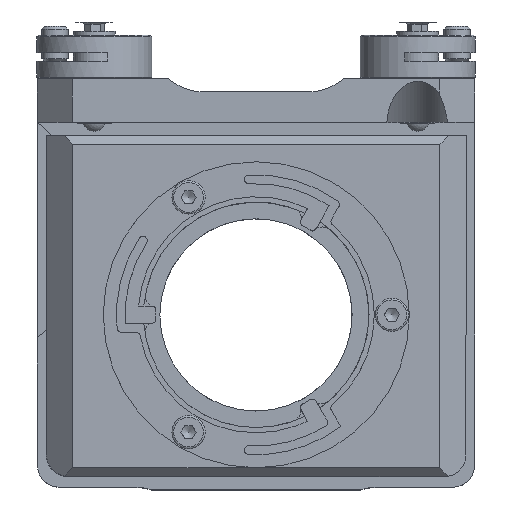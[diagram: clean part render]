
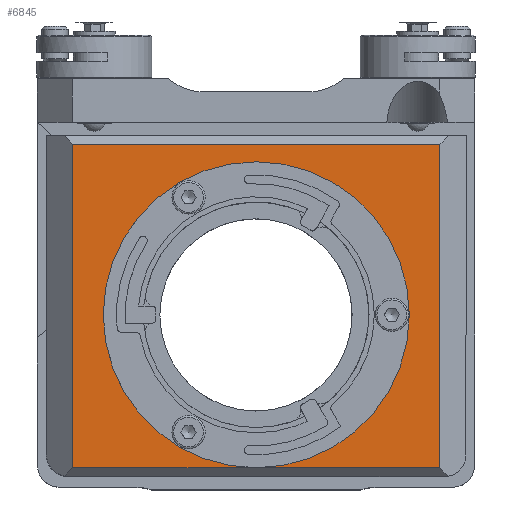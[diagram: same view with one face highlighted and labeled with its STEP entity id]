
A CAD part, top view. The second image highlights one B-rep face of the part: STEP entity #6845.
In plain terms, the highlighted planar face has unit normal (0.003, -0.001, 1).
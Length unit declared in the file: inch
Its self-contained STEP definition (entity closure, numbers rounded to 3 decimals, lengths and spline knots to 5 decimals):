
#202=PLANE('',#7358);
#478=FACE_OUTER_BOUND('',#845,.T.);
#845=EDGE_LOOP('',(#4960,#4961,#4962,#4963,#4964,#4965,#4966));
#1247=CIRCLE('',#7349,0.68898);
#1248=CIRCLE('',#7350,0.68898);
#1611=LINE('',#10594,#2194);
#1612=LINE('',#10596,#2195);
#1613=LINE('',#10598,#2196);
#1614=LINE('',#10600,#2197);
#1615=LINE('',#10601,#2198);
#2194=VECTOR('',#8484,0.3937);
#2195=VECTOR('',#8485,0.3937);
#2196=VECTOR('',#8486,0.3937);
#2197=VECTOR('',#8487,0.3937);
#2198=VECTOR('',#8488,0.3937);
#2877=VERTEX_POINT('',#10579);
#2878=VERTEX_POINT('',#10581);
#2880=VERTEX_POINT('',#10593);
#2881=VERTEX_POINT('',#10595);
#2882=VERTEX_POINT('',#10597);
#2883=VERTEX_POINT('',#10599);
#3647=EDGE_CURVE('',#2878,#2877,#1247,.T.);
#3648=EDGE_CURVE('',#2877,#2878,#1248,.T.);
#3653=EDGE_CURVE('',#2880,#2878,#1611,.T.);
#3654=EDGE_CURVE('',#2881,#2880,#1612,.T.);
#3655=EDGE_CURVE('',#2882,#2881,#1613,.T.);
#3656=EDGE_CURVE('',#2883,#2882,#1614,.T.);
#3657=EDGE_CURVE('',#2878,#2883,#1615,.T.);
#4960=ORIENTED_EDGE('',*,*,#3653,.F.);
#4961=ORIENTED_EDGE('',*,*,#3654,.F.);
#4962=ORIENTED_EDGE('',*,*,#3655,.F.);
#4963=ORIENTED_EDGE('',*,*,#3656,.F.);
#4964=ORIENTED_EDGE('',*,*,#3657,.F.);
#4965=ORIENTED_EDGE('',*,*,#3647,.T.);
#4966=ORIENTED_EDGE('',*,*,#3648,.T.);
#6845=ADVANCED_FACE('',(#478),#202,.T.);
#7349=AXIS2_PLACEMENT_3D('',#10582,#8464,#8465);
#7350=AXIS2_PLACEMENT_3D('',#10583,#8466,#8467);
#7358=AXIS2_PLACEMENT_3D('',#10592,#8482,#8483);
#8464=DIRECTION('center_axis',(-0.003,0.001,
-1.));
#8465=DIRECTION('ref_axis',(0.866,0.5,-0.002));
#8466=DIRECTION('center_axis',(-0.003,0.001,
-1.));
#8467=DIRECTION('ref_axis',(0.866,0.5,-0.002));
#8482=DIRECTION('center_axis',(0.003,-0.001,
1.));
#8483=DIRECTION('ref_axis',(0.,-1.,-0.001));
#8484=DIRECTION('',(-1.,0.,0.003));
#8485=DIRECTION('',(0.,-1.,-0.001));
#8486=DIRECTION('',(1.,0.,-0.003));
#8487=DIRECTION('',(0.,1.,0.001));
#8488=DIRECTION('',(-1.,0.,0.003));
#10579=CARTESIAN_POINT('',(-0.35297,-0.0433,0.83697));
#10581=CARTESIAN_POINT('',(0.2436,-0.38795,0.83475));
#10582=CARTESIAN_POINT('Origin',(0.24379,0.30103,0.83547));
#10583=CARTESIAN_POINT('Origin',(0.24379,0.30103,0.83547));
#10592=CARTESIAN_POINT('Origin',(0.25363,0.31087,0.83545));
#10593=CARTESIAN_POINT('',(1.07037,-0.38817,0.83218));
#10594=CARTESIAN_POINT('',(0.24852,-0.38795,0.83473));
#10595=CARTESIAN_POINT('',(1.07076,1.06852,0.8337));
#10596=CARTESIAN_POINT('',(1.07056,0.30573,0.8329));
#10597=CARTESIAN_POINT('',(-0.58277,1.06897,0.83885));
#10598=CARTESIAN_POINT('',(0.24892,1.06874,0.83626));
#10599=CARTESIAN_POINT('',(-0.58317,-0.38773,0.83732));
#10600=CARTESIAN_POINT('',(-0.58298,0.30617,0.83805));
#10601=CARTESIAN_POINT('',(0.24852,-0.38795,0.83473));
